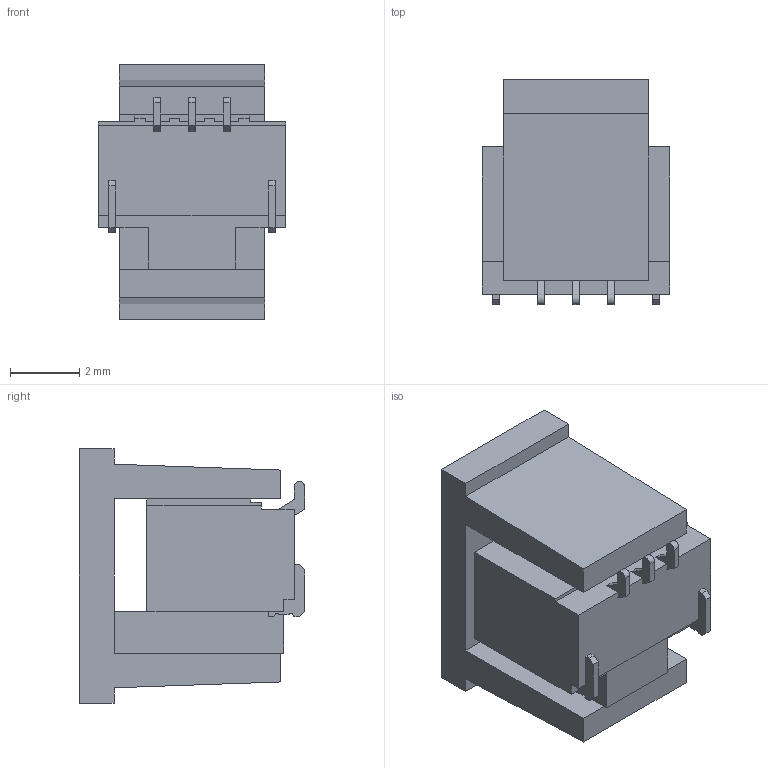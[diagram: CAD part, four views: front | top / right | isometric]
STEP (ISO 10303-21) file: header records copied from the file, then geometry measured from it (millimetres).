
FILE_DESCRIPTION(/* description */ ('STEP AP214'),/* implementation_level */ '2;1');
FILE_NAME(/* name */ 'T1M-03-F-SV-L-P',/* time_stamp */ '2022-09-02T23:52:16+02:00',/* author */ ('License CC BY-ND 4.0'),/* organization */ ('CADENAS'),/* preprocessor_version */ 'ST-DEVELOPER v18.102',/* originating_system */ 'PARTsolutions',/* authorisation */ ' ');
FILE_SCHEMA (('AUTOMOTIVE_DESIGN {1 0 10303 214 3 1 1}'));
Length unit declared in the file: millimetre
Products named in the file (4): T1M-03-F-SV-L-P; PPP-78-01; P2T1M-03-T-SV-L; T1T1M-03-T-SV-L
Assembly tree (3 placements, depth 2):
  T1M-03-F-SV-L-P
    PPP-78-01
    P2T1M-03-T-SV-L
    T1T1M-03-T-SV-L
Bounding box: 5.4 x 6.5 x 7.35 mm (x, y, z)
Volume: 121.7 mm3; surface area: 383.2 mm2
Topology: 3 solids, 3 shells, 152 faces, 427 edges, 280 vertices
Faces by surface type: plane 140, cylinder 12
Entity records: 5548 total; most frequent: CARTESIAN_POINT 863, ORIENTED_EDGE 854, DIRECTION 763, EDGE_CURVE 427, LINE 403, VECTOR 403, VERTEX_POINT 280, AXIS2_PLACEMENT_3D 180
